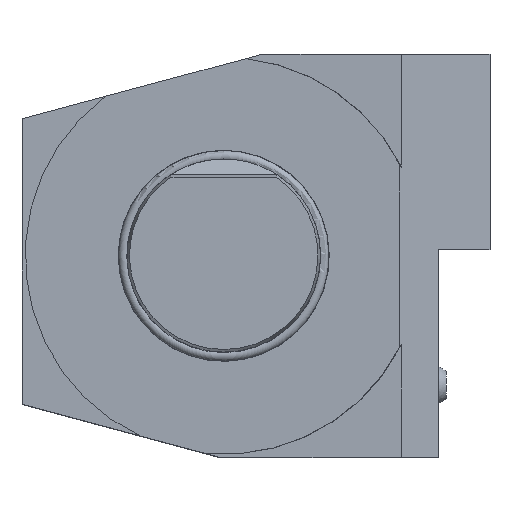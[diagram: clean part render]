
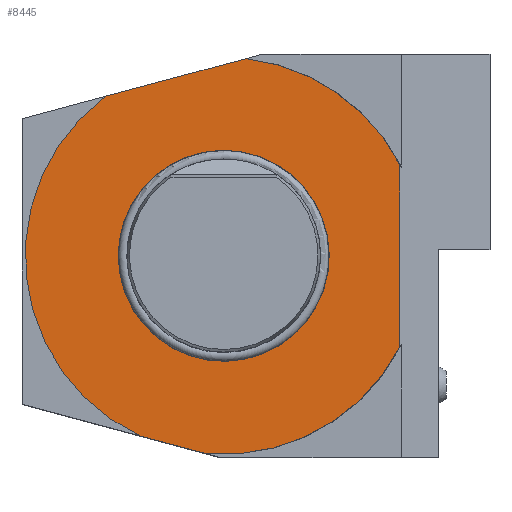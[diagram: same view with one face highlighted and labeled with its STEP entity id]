
A CAD part, top view. The second image highlights one B-rep face of the part: STEP entity #8445.
In plain terms, the highlighted planar face has unit normal (0, 0, 1).
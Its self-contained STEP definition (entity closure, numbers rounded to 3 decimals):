
#908 = VERTEX_POINT ( 'NONE', #15188 ) ;
#1189 = DIRECTION ( 'NONE',  ( 0., -1., 0. ) ) ;
#1363 = CARTESIAN_POINT ( 'NONE',  ( 3.33, 60.139, 0. ) ) ;
#1820 = CARTESIAN_POINT ( 'NONE',  ( 32.593, 0., 0. ) ) ;
#2025 = ORIENTED_EDGE ( 'NONE', *, *, #10288, .T. ) ;
#3206 = CARTESIAN_POINT ( 'NONE',  ( -34.428, -53.522, 0. ) ) ;
#3401 = VECTOR ( 'NONE', #12234, 1000. ) ;
#3417 = ORIENTED_EDGE ( 'NONE', *, *, #8059, .F. ) ;
#3875 = DIRECTION ( 'NONE',  ( 0., 0., 1. ) ) ;
#4331 = DIRECTION ( 'NONE',  ( 0., 0., 1. ) ) ;
#4461 = EDGE_CURVE ( 'NONE', #17783, #15430, #4817, .T. ) ;
#4659 = AXIS2_PLACEMENT_3D ( 'NONE', #11411, #3875, #6943 ) ;
#4746 = CIRCLE ( 'NONE', #8230, 61.5 ) ;
#4817 = CIRCLE ( 'NONE', #6717, 61.5 ) ;
#5184 = VECTOR ( 'NONE', #8310, 1000. ) ;
#6140 = DIRECTION ( 'NONE',  ( 1., 0., 0. ) ) ;
#6584 = CIRCLE ( 'NONE', #19599, 32.593 ) ;
#6629 = ORIENTED_EDGE ( 'NONE', *, *, #14011, .T. ) ;
#6717 = AXIS2_PLACEMENT_3D ( 'NONE', #17842, #4331, #1189 ) ;
#6943 = DIRECTION ( 'NONE',  ( 0., -1., 0. ) ) ;
#7578 = LINE ( 'NONE', #1363, #3401 ) ;
#8059 = EDGE_CURVE ( 'NONE', #9633, #9633, #6584, .T. ) ;
#8230 = AXIS2_PLACEMENT_3D ( 'NONE', #13524, #16707, #12099 ) ;
#8310 = DIRECTION ( 'NONE',  ( 0., 1., 0. ) ) ;
#8445 = ADVANCED_FACE ( 'Defeature completata2_69', ( #10242, #16350 ), #19588, .T. ) ;
#8460 = ORIENTED_EDGE ( 'NONE', *, *, #13732, .T. ) ;
#9265 = DIRECTION ( 'NONE',  ( 0.966, -0.259, 0. ) ) ;
#9317 = VERTEX_POINT ( 'NONE', #15562 ) ;
#9633 = VERTEX_POINT ( 'NONE', #1820 ) ;
#9645 = ORIENTED_EDGE ( 'NONE', *, *, #16321, .T. ) ;
#10242 = FACE_OUTER_BOUND ( 'NONE', #14506, .T. ) ;
#10288 = EDGE_CURVE ( 'NONE', #15430, #9317, #15894, .T. ) ;
#10341 = CIRCLE ( 'NONE', #4659, 61.5 ) ;
#10497 = DIRECTION ( 'NONE',  ( 0., 0., 1. ) ) ;
#10672 = VERTEX_POINT ( 'NONE', #13983 ) ;
#11351 = CARTESIAN_POINT ( 'NONE',  ( 6.942, 61.107, 0. ) ) ;
#11411 = CARTESIAN_POINT ( 'NONE',  ( 0., 0., 0. ) ) ;
#11630 = VECTOR ( 'NONE', #9265, 1000. ) ;
#11892 = CARTESIAN_POINT ( 'NONE',  ( 0., 0., 0. ) ) ;
#12099 = DIRECTION ( 'NONE',  ( 0., -1., 0. ) ) ;
#12234 = DIRECTION ( 'NONE',  ( -0.966, -0.259, 0. ) ) ;
#12650 = AXIS2_PLACEMENT_3D ( 'NONE', #17813, #13455, #19487 ) ;
#13455 = DIRECTION ( 'NONE',  ( 0., 0., 1. ) ) ;
#13524 = CARTESIAN_POINT ( 'NONE',  ( 0., 0., 0. ) ) ;
#13639 = CARTESIAN_POINT ( 'NONE',  ( -5.61, -61.244, 0. ) ) ;
#13732 = EDGE_CURVE ( 'NONE', #9317, #18177, #10341, .T. ) ;
#13926 = EDGE_CURVE ( 'NONE', #18177, #10672, #7578, .T. ) ;
#13983 = CARTESIAN_POINT ( 'NONE',  ( -36.565, 49.449, 0. ) ) ;
#14011 = EDGE_CURVE ( 'NONE', #908, #17783, #16839, .T. ) ;
#14506 = EDGE_LOOP ( 'NONE', ( #2025, #8460, #17791, #9645, #6629, #15944 ) ) ;
#14953 = CARTESIAN_POINT ( 'NONE',  ( 54.5, -28.496, 0. ) ) ;
#15188 = CARTESIAN_POINT ( 'NONE',  ( -25.763, -55.844, 0. ) ) ;
#15430 = VERTEX_POINT ( 'NONE', #14953 ) ;
#15562 = CARTESIAN_POINT ( 'NONE',  ( 54.5, 28.496, 0. ) ) ;
#15894 = LINE ( 'NONE', #17548, #5184 ) ;
#15944 = ORIENTED_EDGE ( 'NONE', *, *, #4461, .T. ) ;
#16321 = EDGE_CURVE ( 'NONE', #10672, #908, #4746, .T. ) ;
#16350 = FACE_BOUND ( 'NONE', #17049, .T. ) ;
#16707 = DIRECTION ( 'NONE',  ( 0., 0., 1. ) ) ;
#16839 = LINE ( 'NONE', #3206, #11630 ) ;
#17049 = EDGE_LOOP ( 'NONE', ( #3417 ) ) ;
#17548 = CARTESIAN_POINT ( 'NONE',  ( 54.5, 31.25, 0. ) ) ;
#17783 = VERTEX_POINT ( 'NONE', #13639 ) ;
#17791 = ORIENTED_EDGE ( 'NONE', *, *, #13926, .T. ) ;
#17813 = CARTESIAN_POINT ( 'NONE',  ( 10., 0., 0. ) ) ;
#17842 = CARTESIAN_POINT ( 'NONE',  ( 0., 0., 0. ) ) ;
#18177 = VERTEX_POINT ( 'NONE', #11351 ) ;
#19487 = DIRECTION ( 'NONE',  ( 1., 0., 0. ) ) ;
#19588 = PLANE ( 'NONE',  #12650 ) ;
#19599 = AXIS2_PLACEMENT_3D ( 'NONE', #11892, #10497, #6140 ) ;
